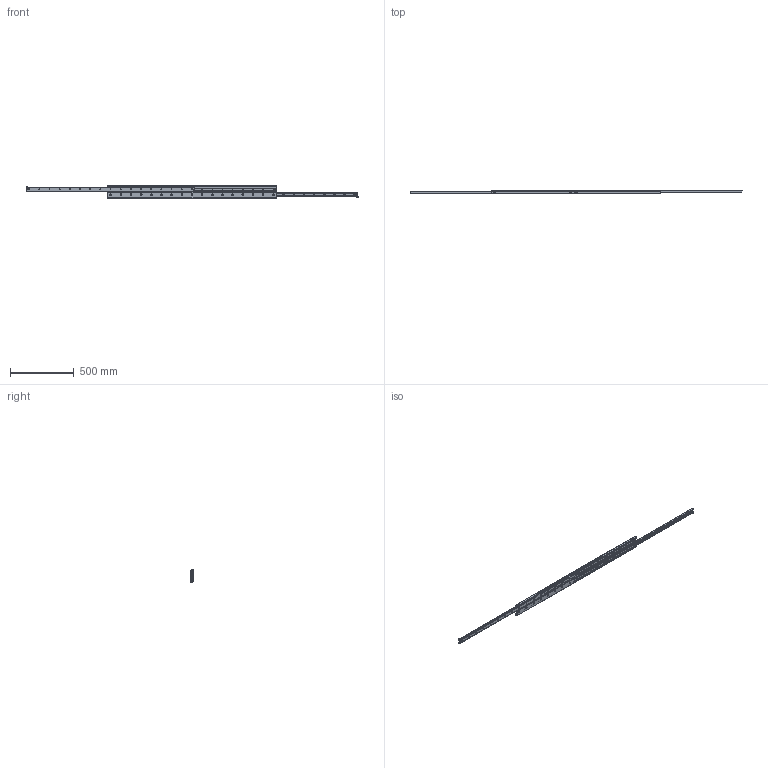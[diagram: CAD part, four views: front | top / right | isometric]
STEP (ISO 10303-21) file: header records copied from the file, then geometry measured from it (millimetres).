
FILE_DESCRIPTION((''),'2;1');
FILE_NAME('LCAS 35.D-1330.stp','2016-01-15T11:57:00',('MRathmann'),(''),'Autodesk Inventor 2012','Autodesk Inventor 2012','');
FILE_SCHEMA(('CONFIG_CONTROL_DESIGN'));
Length unit declared in the file: millimetre
Products named in the file (12): LCAS 35.D-1330.iam (Detailgenauigkeit1); ZP 35-1330.S; LCN 35-1330; LLMG 35-1330; KF.LCA 35-0680.GZ; + AP.L 35; # SP.L 35-5,5; + SP.L 35; + AG.L 28H-4,5; + AS.L 35 5x3,2; + VKB.L 35 5x10; DIN 7991 M6x12
Assembly tree (51 placements, depth 3):
  LCAS 35.D-1330.iam (Detailgenauigkeit1)
    ZP 35-1330.S
    LCN 35-1330  x2
    LLMG 35-1330  x2
    KF.LCA 35-0680.GZ  x2
    + AP.L 35  x4
    # SP.L 35-5,5  x2
      + SP.L 35
      + AG.L 28H-4,5
    + AS.L 35 5x3,2  x4
    + VKB.L 35 5x10  x4
    DIN 7991 M6x12  x27
Bounding box: 2613 x 22.5 x 97 mm (x, y, z)
Volume: 1543203.3 mm3; surface area: 995470.3 mm2
Topology: 52 solids, 52 shells, 1098 faces, 2601 edges, 1630 vertices
Faces by surface type: plane 577, cylinder 308, cone 186, torus 27
Full cylindrical faces by diameter (mm): 0.3 x4, 2.459 x3, 3 x16, 3.242 x7, 4 x8, 4.2 x4, 4.5 x2, 4.8 x4, 4.917 x34, 5 x12, 6 x31, 6.6 x34, 7.5 x34, 8 x2, 12 x27
Entity records: 11972 total; most frequent: DIRECTION 2088, CARTESIAN_POINT 2029, ORIENTED_EDGE 1596, AXIS2_PLACEMENT_3D 843, EDGE_CURVE 798, EDGE_LOOP 776, VERTEX_POINT 608, VECTOR 402
